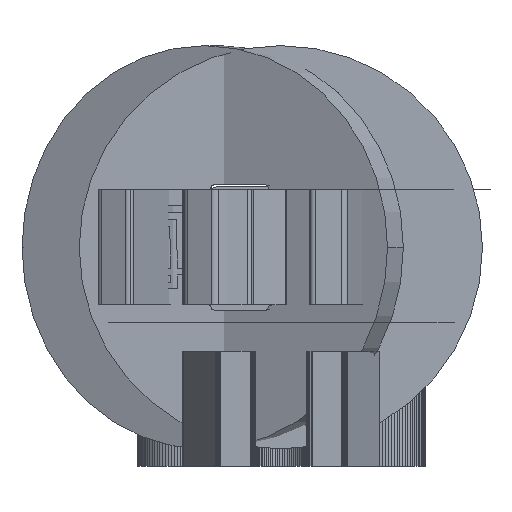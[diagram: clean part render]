
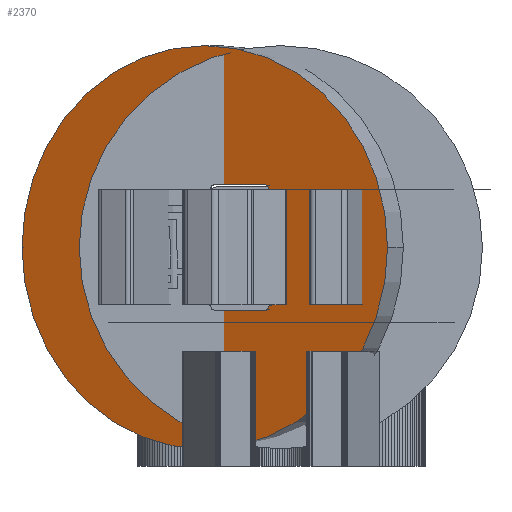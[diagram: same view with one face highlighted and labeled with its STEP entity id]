
A CAD part, left-side view. The second image highlights one B-rep face of the part: STEP entity #2370.
In plain terms, the highlighted planar face has unit normal (-0.906, 0.423, 0).
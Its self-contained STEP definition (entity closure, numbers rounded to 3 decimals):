
#2370=ADVANCED_FACE('16:32',(#4737,#4738),#4739,.T.);
#4737=FACE_OUTER_BOUND('',#7107,.T.);
#4738=FACE_BOUND('',#7108,.T.);
#4739=PLANE('',#7109);
#7107=EDGE_LOOP('',(#14695,#14696));
#7108=EDGE_LOOP('',(#14697,#14698,#14699,#14700,#14701,#14702,#14703,#14704,#14705,#14706,#14707,#14708));
#7109=AXIS2_PLACEMENT_3D('',#14709,#14710,#14711);
#14695=ORIENTED_EDGE('',*,*,#17767,.F.);
#14696=ORIENTED_EDGE('',*,*,#17817,.F.);
#14697=ORIENTED_EDGE('',*,*,#17798,.F.);
#14698=ORIENTED_EDGE('',*,*,#17801,.F.);
#14699=ORIENTED_EDGE('',*,*,#17775,.F.);
#14700=ORIENTED_EDGE('',*,*,#17805,.F.);
#14701=ORIENTED_EDGE('',*,*,#17807,.F.);
#14702=ORIENTED_EDGE('',*,*,#17770,.F.);
#14703=ORIENTED_EDGE('',*,*,#17812,.F.);
#14704=ORIENTED_EDGE('',*,*,#17815,.F.);
#14705=ORIENTED_EDGE('',*,*,#17785,.F.);
#14706=ORIENTED_EDGE('',*,*,#17791,.F.);
#14707=ORIENTED_EDGE('',*,*,#17794,.F.);
#14708=ORIENTED_EDGE('',*,*,#17780,.F.);
#14709=CARTESIAN_POINT('',(5.407,5.338,3.6));
#14710=DIRECTION('',(-0.906,0.423,0.0));
#14711=DIRECTION('',(-0.423,-0.906,0.0));
#17767=EDGE_CURVE('16:110',#22405,#22401,#22407,.T.);
#17770=EDGE_CURVE('16:95',#22409,#22412,#22413,.T.);
#17775=EDGE_CURVE('16:77',#22418,#22421,#22422,.T.);
#17780=EDGE_CURVE('16:59',#22427,#22430,#22431,.T.);
#17785=EDGE_CURVE('16:38',#22436,#22439,#22440,.T.);
#17791=EDGE_CURVE('16:38',#22447,#22436,#22449,.T.);
#17794=EDGE_CURVE('16:56',#22430,#22447,#22452,.T.);
#17798=EDGE_CURVE('16:59',#22456,#22427,#22458,.T.);
#17801=EDGE_CURVE('16:74',#22421,#22456,#22461,.T.);
#17805=EDGE_CURVE('16:77',#22465,#22418,#22467,.T.);
#17807=EDGE_CURVE('16:89',#22412,#22465,#22469,.T.);
#17812=EDGE_CURVE('16:95',#22474,#22409,#22476,.T.);
#17815=EDGE_CURVE('16:107',#22439,#22474,#22479,.T.);
#17817=EDGE_CURVE('16:110',#22401,#22405,#22481,.T.);
#22401=VERTEX_POINT('',#29115);
#22405=VERTEX_POINT('',#29120);
#22407=CIRCLE('',#29123,7.0);
#22409=VERTEX_POINT('',#29125);
#22412=VERTEX_POINT('',#29129);
#22413=ELLIPSE('',#29130,0.213,0.197);
#22418=VERTEX_POINT('',#29136);
#22421=VERTEX_POINT('',#29140);
#22422=ELLIPSE('',#29141,0.213,0.197);
#22427=VERTEX_POINT('',#29147);
#22430=VERTEX_POINT('',#29151);
#22431=ELLIPSE('',#29152,0.213,0.197);
#22436=VERTEX_POINT('',#29158);
#22439=VERTEX_POINT('',#29162);
#22440=ELLIPSE('',#29163,0.213,0.197);
#22447=VERTEX_POINT('',#29171);
#22449=ELLIPSE('',#29174,0.213,0.197);
#22452=LINE('',#29178,#29179);
#22456=VERTEX_POINT('',#29183);
#22458=ELLIPSE('',#29186,0.213,0.197);
#22461=LINE('',#29190,#29191);
#22465=VERTEX_POINT('',#29195);
#22467=ELLIPSE('',#29198,0.213,0.197);
#22469=LINE('',#29200,#29201);
#22474=VERTEX_POINT('',#29207);
#22476=ELLIPSE('',#29210,0.213,0.197);
#22479=LINE('',#29214,#29215);
#22481=CIRCLE('',#29217,7.0);
#29115=CARTESIAN_POINT('',(1.197,-3.691,5.605));
#29120=CARTESIAN_POINT('',(7.113,8.998,5.605));
#29123=AXIS2_PLACEMENT_3D('',#31940,#31941,#31942);
#29125=CARTESIAN_POINT('',(3.141,0.479,7.742));
#29129=CARTESIAN_POINT('',(3.204,0.615,7.8));
#29130=AXIS2_PLACEMENT_3D('',#31944,#31945,#31946);
#29136=CARTESIAN_POINT('',(5.159,4.807,7.742));
#29140=CARTESIAN_POINT('',(5.185,4.863,7.603));
#29141=AXIS2_PLACEMENT_3D('',#31952,#31953,#31954);
#29147=CARTESIAN_POINT('',(5.159,4.807,3.458));
#29151=CARTESIAN_POINT('',(5.095,4.67,3.4));
#29152=AXIS2_PLACEMENT_3D('',#31960,#31961,#31962);
#29158=CARTESIAN_POINT('',(3.141,0.479,3.458));
#29162=CARTESIAN_POINT('',(3.114,0.422,3.597));
#29163=AXIS2_PLACEMENT_3D('',#31968,#31969,#31970);
#29171=CARTESIAN_POINT('',(3.204,0.615,3.4));
#29174=AXIS2_PLACEMENT_3D('',#31979,#31980,#31981);
#29178=CARTESIAN_POINT('',(5.102,4.684,3.4));
#29179=VECTOR('',#31983,1.0);
#29183=CARTESIAN_POINT('',(5.185,4.863,3.597));
#29186=AXIS2_PLACEMENT_3D('',#31988,#31989,#31990);
#29190=CARTESIAN_POINT('',(5.185,4.863,3.85));
#29191=VECTOR('',#31992,1.0);
#29195=CARTESIAN_POINT('',(5.095,4.67,7.8));
#29198=AXIS2_PLACEMENT_3D('',#31997,#31998,#31999);
#29200=CARTESIAN_POINT('',(3.198,0.601,7.8));
#29201=VECTOR('',#32000,1.0);
#29207=CARTESIAN_POINT('',(3.114,0.422,7.603));
#29210=AXIS2_PLACEMENT_3D('',#32006,#32007,#32008);
#29214=CARTESIAN_POINT('',(3.114,0.422,3.663));
#29215=VECTOR('',#32010,1.0);
#29217=AXIS2_PLACEMENT_3D('',#32011,#32012,#32013);
#31940=CARTESIAN_POINT('',(4.155,2.653,5.605));
#31941=DIRECTION('',(0.906,-0.423,0.0));
#31942=DIRECTION('',(-0.423,-0.906,0.0));
#31944=CARTESIAN_POINT('',(3.204,0.615,7.603));
#31945=DIRECTION('',(-0.906,0.423,0.));
#31946=DIRECTION('',(-0.423,-0.906,0.));
#31952=CARTESIAN_POINT('',(5.095,4.67,7.603));
#31953=DIRECTION('',(-0.906,0.423,0.0));
#31954=DIRECTION('',(0.423,0.906,0.));
#31960=CARTESIAN_POINT('',(5.095,4.67,3.597));
#31961=DIRECTION('',(-0.906,0.423,0.0));
#31962=DIRECTION('',(0.423,0.906,0.));
#31968=CARTESIAN_POINT('',(3.204,0.615,3.597));
#31969=DIRECTION('',(-0.906,0.423,0.0));
#31970=DIRECTION('',(-0.423,-0.906,0.));
#31979=CARTESIAN_POINT('',(3.204,0.615,3.597));
#31980=DIRECTION('',(-0.906,0.423,0.0));
#31981=DIRECTION('',(-0.423,-0.906,0.));
#31983=DIRECTION('',(-0.423,-0.906,0.0));
#31988=CARTESIAN_POINT('',(5.095,4.67,3.597));
#31989=DIRECTION('',(-0.906,0.423,0.0));
#31990=DIRECTION('',(0.423,0.906,0.));
#31992=DIRECTION('',(0.0,0.0,-1.0));
#31997=CARTESIAN_POINT('',(5.095,4.67,7.603));
#31998=DIRECTION('',(-0.906,0.423,0.0));
#31999=DIRECTION('',(0.423,0.906,0.));
#32000=DIRECTION('',(0.423,0.906,0.0));
#32006=CARTESIAN_POINT('',(3.204,0.615,7.603));
#32007=DIRECTION('',(-0.906,0.423,0.));
#32008=DIRECTION('',(-0.423,-0.906,0.));
#32010=DIRECTION('',(0.0,0.0,1.0));
#32011=CARTESIAN_POINT('',(4.155,2.653,5.605));
#32012=DIRECTION('',(0.906,-0.423,0.0));
#32013=DIRECTION('',(-0.423,-0.906,0.0));
